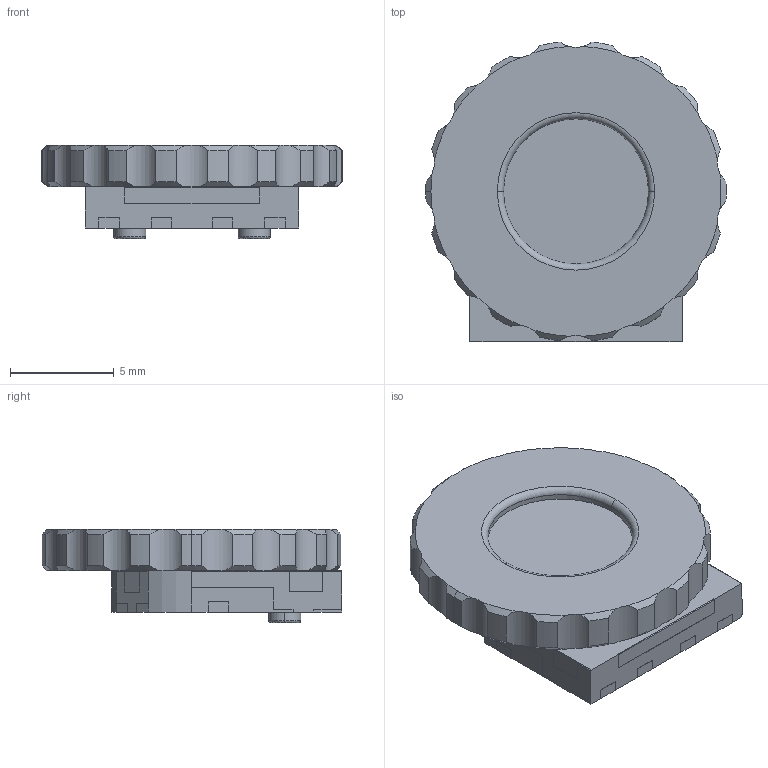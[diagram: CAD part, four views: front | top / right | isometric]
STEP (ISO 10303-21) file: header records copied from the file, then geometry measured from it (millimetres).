
FILE_DESCRIPTION (( 'STEP AP214' ), '1' );
FILE_NAME ('1BF8A04B-2A53-4E9C-90BA-CB6F9B0E8457.STEP', '2024-03-19T17:45:56', ( '' ), ( '' ), 'SwSTEP 2.0', 'SolidWorks 2022', '' );
FILE_SCHEMA (( 'AUTOMOTIVE_DESIGN' ));
Length unit declared in the file: millimetre
Products named in the file (1): 1BF8A04B-2A53-4E9C-90BA-CB6F9B0E8457
Bounding box: 14.5 x 14.47 x 4.5 mm (x, y, z)
Volume: 500.6 mm3; surface area: 702.7 mm2
Topology: 2 solids, 2 shells, 247 faces, 693 edges, 453 vertices
Faces by surface type: plane 147, cylinder 56, cone 38, torus 6
Entity records: 8435 total; most frequent: CARTESIAN_POINT 1690, ORIENTED_EDGE 1386, DIRECTION 1280, EDGE_CURVE 693, VERTEX_POINT 453, LINE 450, VECTOR 450, AXIS2_PLACEMENT_3D 415
